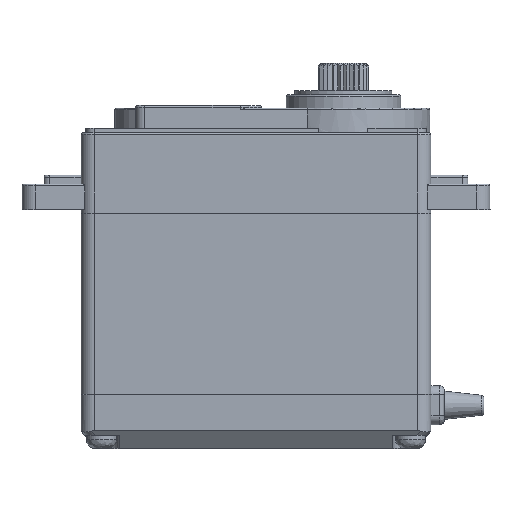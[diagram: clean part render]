
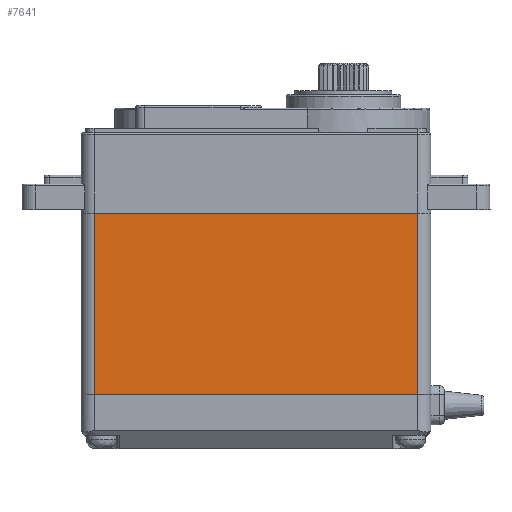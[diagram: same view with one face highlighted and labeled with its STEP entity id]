
A CAD part, top view. The second image highlights one B-rep face of the part: STEP entity #7641.
In plain terms, the highlighted planar face has unit normal (0, 0, 1).
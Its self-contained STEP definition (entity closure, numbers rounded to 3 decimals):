
#608=DIRECTION('',(0.,1.,0.));
#609=VECTOR('',#608,20.5);
#610=CARTESIAN_POINT('',(18.3,0.,9.9));
#611=LINE('',#610,#609);
#616=DIRECTION('',(1.,0.,0.));
#617=VECTOR('',#616,36.6);
#618=CARTESIAN_POINT('',(-18.3,0.,9.9));
#619=LINE('',#618,#617);
#624=DIRECTION('',(0.,-1.,0.));
#625=VECTOR('',#624,20.5);
#626=CARTESIAN_POINT('',(-18.3,20.5,9.9));
#627=LINE('',#626,#625);
#657=DIRECTION('',(1.,0.,0.));
#658=VECTOR('',#657,36.6);
#659=CARTESIAN_POINT('',(-18.3,20.5,9.9));
#660=LINE('',#659,#658);
#5564=CARTESIAN_POINT('',(18.3,0.,9.9));
#5566=VERTEX_POINT('',#5564);
#5568=CARTESIAN_POINT('',(-18.3,0.,9.9));
#5569=VERTEX_POINT('',#5568);
#5580=CARTESIAN_POINT('',(18.3,20.5,9.9));
#5581=VERTEX_POINT('',#5580);
#5584=CARTESIAN_POINT('',(-18.3,20.5,9.9));
#5585=VERTEX_POINT('',#5584);
#7628=CARTESIAN_POINT('',(0.,10.25,9.9));
#7629=DIRECTION('',(0.,0.,1.));
#7630=DIRECTION('',(1.,0.,0.));
#7631=AXIS2_PLACEMENT_3D('',#7628,#7629,#7630);
#7632=PLANE('',#7631);
#7633=ORIENTED_EDGE('',*,*,#7613,.F.);
#7634=ORIENTED_EDGE('',*,*,#6818,.F.);
#7636=ORIENTED_EDGE('',*,*,#7635,.F.);
#7638=ORIENTED_EDGE('',*,*,#7637,.T.);
#7639=EDGE_LOOP('',(#7633,#7634,#7636,#7638));
#7640=FACE_OUTER_BOUND('',#7639,.F.);
#7641=ADVANCED_FACE('',(#7640),#7632,.T.);
#6818=EDGE_CURVE('',#5569,#5566,#619,.T.);
#7613=EDGE_CURVE('',#5566,#5581,#611,.T.);
#7635=EDGE_CURVE('',#5585,#5569,#627,.T.);
#7637=EDGE_CURVE('',#5585,#5581,#660,.T.);
